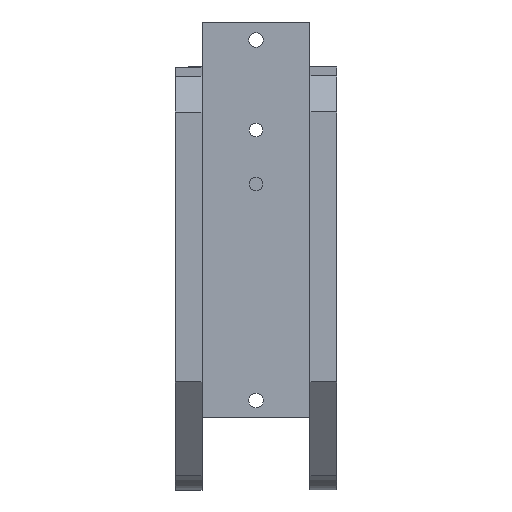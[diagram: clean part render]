
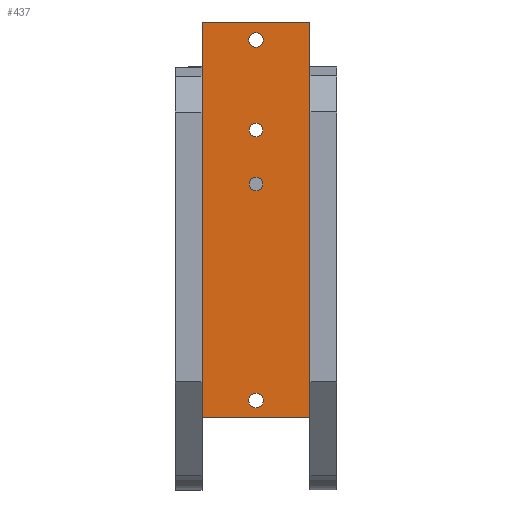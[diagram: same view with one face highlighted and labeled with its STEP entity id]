
A CAD part, front view. The second image highlights one B-rep face of the part: STEP entity #437.
In plain terms, the highlighted planar face has unit normal (0, -1, 0).
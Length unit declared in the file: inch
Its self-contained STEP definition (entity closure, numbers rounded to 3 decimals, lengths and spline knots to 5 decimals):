
#297 = VERTEX_POINT ( 'NONE', #1025 ) ;
#307 = EDGE_CURVE ( 'NONE', #311, #308, #1022, .T. ) ;
#308 = VERTEX_POINT ( 'NONE', #1076 ) ;
#311 = VERTEX_POINT ( 'NONE', #1073 ) ;
#341 = VERTEX_POINT ( 'NONE', #1088 ) ;
#357 = EDGE_CURVE ( 'NONE', #415, #341, #1120, .T. ) ;
#369 = EDGE_CURVE ( 'NONE', #341, #409, #1161, .T. ) ;
#370 = VERTEX_POINT ( 'NONE', #1157 ) ;
#372 = EDGE_CURVE ( 'NONE', #297, #370, #1156, .T. ) ;
#377 = VERTEX_POINT ( 'NONE', #1146 ) ;
#384 = EDGE_CURVE ( 'NONE', #386, #455, #1201, .T. ) ;
#386 = VERTEX_POINT ( 'NONE', #1196 ) ;
#394 = VERTEX_POINT ( 'NONE', #1188 ) ;
#396 = EDGE_CURVE ( 'NONE', #377, #394, #1187, .T. ) ;
#403 = VERTEX_POINT ( 'NONE', #1231 ) ;
#405 = EDGE_CURVE ( 'NONE', #409, #403, #1230, .T. ) ;
#409 = VERTEX_POINT ( 'NONE', #1216 ) ;
#413 = EDGE_CURVE ( 'NONE', #403, #415, #1275, .T. ) ;
#415 = VERTEX_POINT ( 'NONE', #1271 ) ;
#421 = EDGE_CURVE ( 'NONE', #370, #297, #1264, .T. ) ;
#422 = ORIENTED_EDGE ( 'NONE', *, *, #372, .T. ) ;
#423 = EDGE_LOOP ( 'NONE', ( #424, #426 ) ) ;
#424 = ORIENTED_EDGE ( 'NONE', *, *, #425, .T. ) ;
#425 = EDGE_CURVE ( 'NONE', #308, #311, #1259, .T. ) ;
#426 = ORIENTED_EDGE ( 'NONE', *, *, #307, .T. ) ;
#427 = EDGE_LOOP ( 'NONE', ( #428, #430 ) ) ;
#428 = ORIENTED_EDGE ( 'NONE', *, *, #429, .T. ) ;
#429 = EDGE_CURVE ( 'NONE', #455, #386, #1254, .T. ) ;
#430 = ORIENTED_EDGE ( 'NONE', *, *, #384, .T. ) ;
#431 = EDGE_LOOP ( 'NONE', ( #432, #486 ) ) ;
#432 = ORIENTED_EDGE ( 'NONE', *, *, #433, .T. ) ;
#433 = EDGE_CURVE ( 'NONE', #394, #377, #1248, .T. ) ;
#437 = ADVANCED_FACE ( 'NONE', ( #1249, #1307, #1306, #1305, #1304 ), #1303, .F. ) ;
#438 = ORIENTED_EDGE ( 'NONE', *, *, #421, .T. ) ;
#439 = EDGE_LOOP ( 'NONE', ( #438, #422 ) ) ;
#455 = VERTEX_POINT ( 'NONE', #1338 ) ;
#486 = ORIENTED_EDGE ( 'NONE', *, *, #396, .T. ) ;
#487 = EDGE_LOOP ( 'NONE', ( #488, #489, #490, #491 ) ) ;
#488 = ORIENTED_EDGE ( 'NONE', *, *, #405, .F. ) ;
#489 = ORIENTED_EDGE ( 'NONE', *, *, #369, .F. ) ;
#490 = ORIENTED_EDGE ( 'NONE', *, *, #357, .F. ) ;
#491 = ORIENTED_EDGE ( 'NONE', *, *, #413, .F. ) ;
#1022 = CIRCLE ( 'NONE', #1080, 0.1875 ) ;
#1025 = CARTESIAN_POINT ( 'NONE',  ( -2.5, 0., -0.1875 ) ) ;
#1073 = CARTESIAN_POINT ( 'NONE',  ( -1., 0., -0.1875 ) ) ;
#1076 = CARTESIAN_POINT ( 'NONE',  ( -1., 0., 0.1875 ) ) ;
#1077 = DIRECTION ( 'NONE',  ( 0., 0., 1. ) ) ;
#1078 = DIRECTION ( 'NONE',  ( 0., 1., 0. ) ) ;
#1079 = CARTESIAN_POINT ( 'NONE',  ( -1., 0., 0. ) ) ;
#1080 = AXIS2_PLACEMENT_3D ( 'NONE', #1079, #1078, #1077 ) ;
#1088 = CARTESIAN_POINT ( 'NONE',  ( 5.5, 0., -1.5 ) ) ;
#1117 = DIRECTION ( 'NONE',  ( 0., 0., -1. ) ) ;
#1118 = VECTOR ( 'NONE', #1117, 39.37008 ) ;
#1119 = CARTESIAN_POINT ( 'NONE',  ( 5.5, 0., -1.5 ) ) ;
#1120 = LINE ( 'NONE', #1119, #1118 ) ;
#1146 = CARTESIAN_POINT ( 'NONE',  ( -5., 0., -0.20315 ) ) ;
#1152 = DIRECTION ( 'NONE',  ( 0., 0., 1. ) ) ;
#1153 = DIRECTION ( 'NONE',  ( 0., 1., 0. ) ) ;
#1154 = CARTESIAN_POINT ( 'NONE',  ( -2.5, 0., 0. ) ) ;
#1155 = AXIS2_PLACEMENT_3D ( 'NONE', #1154, #1153, #1152 ) ;
#1156 = CIRCLE ( 'NONE', #1155, 0.1875 ) ;
#1157 = CARTESIAN_POINT ( 'NONE',  ( -2.5, 0., 0.1875 ) ) ;
#1158 = DIRECTION ( 'NONE',  ( -1., 0., 0. ) ) ;
#1159 = VECTOR ( 'NONE', #1158, 39.37008 ) ;
#1160 = CARTESIAN_POINT ( 'NONE',  ( -5.5, 0., -1.5 ) ) ;
#1161 = LINE ( 'NONE', #1160, #1159 ) ;
#1183 = DIRECTION ( 'NONE',  ( 0., 0., 1. ) ) ;
#1184 = DIRECTION ( 'NONE',  ( 0., 1., 0. ) ) ;
#1185 = CARTESIAN_POINT ( 'NONE',  ( -5., 0., 0. ) ) ;
#1186 = AXIS2_PLACEMENT_3D ( 'NONE', #1185, #1184, #1183 ) ;
#1187 = CIRCLE ( 'NONE', #1186, 0.20315 ) ;
#1188 = CARTESIAN_POINT ( 'NONE',  ( -5., 0., 0.20315 ) ) ;
#1196 = CARTESIAN_POINT ( 'NONE',  ( 5.01264, 0., -0.20315 ) ) ;
#1197 = DIRECTION ( 'NONE',  ( 0., 0., 1. ) ) ;
#1198 = DIRECTION ( 'NONE',  ( 0., 1., 0. ) ) ;
#1199 = CARTESIAN_POINT ( 'NONE',  ( 5.01264, 0., 0. ) ) ;
#1200 = AXIS2_PLACEMENT_3D ( 'NONE', #1199, #1198, #1197 ) ;
#1201 = CIRCLE ( 'NONE', #1200, 0.20315 ) ;
#1216 = CARTESIAN_POINT ( 'NONE',  ( -5.5, 0., -1.5 ) ) ;
#1227 = DIRECTION ( 'NONE',  ( 0., 0., 1. ) ) ;
#1228 = VECTOR ( 'NONE', #1227, 39.37008 ) ;
#1229 = CARTESIAN_POINT ( 'NONE',  ( -5.5, 0., -1.5 ) ) ;
#1230 = LINE ( 'NONE', #1229, #1228 ) ;
#1231 = CARTESIAN_POINT ( 'NONE',  ( -5.5, 0., 1.5 ) ) ;
#1244 = DIRECTION ( 'NONE',  ( 0., 0., 1. ) ) ;
#1245 = DIRECTION ( 'NONE',  ( 0., 1., 0. ) ) ;
#1246 = CARTESIAN_POINT ( 'NONE',  ( -5., 0., 0. ) ) ;
#1247 = AXIS2_PLACEMENT_3D ( 'NONE', #1246, #1245, #1244 ) ;
#1248 = CIRCLE ( 'NONE', #1247, 0.20315 ) ;
#1249 = FACE_BOUND ( 'NONE', #439, .T. ) ;
#1250 = DIRECTION ( 'NONE',  ( 0., 0., 1. ) ) ;
#1251 = DIRECTION ( 'NONE',  ( 0., 1., 0. ) ) ;
#1252 = CARTESIAN_POINT ( 'NONE',  ( 5.01264, 0., 0. ) ) ;
#1253 = AXIS2_PLACEMENT_3D ( 'NONE', #1252, #1251, #1250 ) ;
#1254 = CIRCLE ( 'NONE', #1253, 0.20315 ) ;
#1255 = DIRECTION ( 'NONE',  ( 0., 0., 1. ) ) ;
#1256 = DIRECTION ( 'NONE',  ( 0., 1., 0. ) ) ;
#1257 = CARTESIAN_POINT ( 'NONE',  ( -1., 0., 0. ) ) ;
#1258 = AXIS2_PLACEMENT_3D ( 'NONE', #1257, #1256, #1255 ) ;
#1259 = CIRCLE ( 'NONE', #1258, 0.1875 ) ;
#1260 = DIRECTION ( 'NONE',  ( 0., 0., 1. ) ) ;
#1261 = DIRECTION ( 'NONE',  ( 0., 1., 0. ) ) ;
#1262 = CARTESIAN_POINT ( 'NONE',  ( -2.5, 0., 0. ) ) ;
#1263 = AXIS2_PLACEMENT_3D ( 'NONE', #1262, #1261, #1260 ) ;
#1264 = CIRCLE ( 'NONE', #1263, 0.1875 ) ;
#1271 = CARTESIAN_POINT ( 'NONE',  ( 5.5, 0., 1.5 ) ) ;
#1272 = DIRECTION ( 'NONE',  ( 1., 0., 0. ) ) ;
#1273 = VECTOR ( 'NONE', #1272, 39.37008 ) ;
#1274 = CARTESIAN_POINT ( 'NONE',  ( -5.5, 0., 1.5 ) ) ;
#1275 = LINE ( 'NONE', #1274, #1273 ) ;
#1299 = DIRECTION ( 'NONE',  ( 0., 0., 1. ) ) ;
#1300 = DIRECTION ( 'NONE',  ( 0., 1., 0. ) ) ;
#1301 = CARTESIAN_POINT ( 'NONE',  ( -5.5, 0., 1.5 ) ) ;
#1302 = AXIS2_PLACEMENT_3D ( 'NONE', #1301, #1300, #1299 ) ;
#1303 = PLANE ( 'NONE',  #1302 ) ;
#1304 = FACE_OUTER_BOUND ( 'NONE', #487, .T. ) ;
#1305 = FACE_BOUND ( 'NONE', #431, .T. ) ;
#1306 = FACE_BOUND ( 'NONE', #427, .T. ) ;
#1307 = FACE_BOUND ( 'NONE', #423, .T. ) ;
#1338 = CARTESIAN_POINT ( 'NONE',  ( 5.01264, 0., 0.20315 ) ) ;
